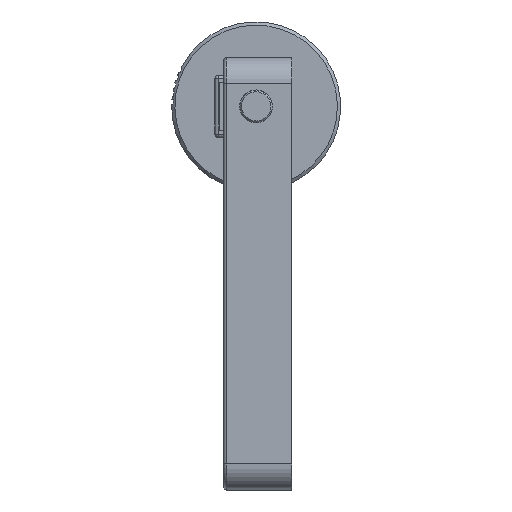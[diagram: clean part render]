
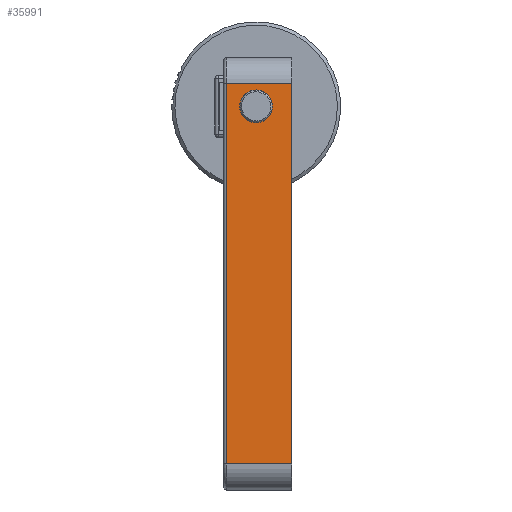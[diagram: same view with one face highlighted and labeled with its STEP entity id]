
A CAD part, left-side view. The second image highlights one B-rep face of the part: STEP entity #35991.
In plain terms, the highlighted planar face has unit normal (-1, 0, 0).
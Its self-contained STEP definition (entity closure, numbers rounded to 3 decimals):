
#434=LINE('',#55681,#4037);
#549=LINE('',#56227,#4152);
#550=LINE('',#56231,#4153);
#555=LINE('',#56253,#4158);
#4037=VECTOR('',#42048,1000.);
#4152=VECTOR('',#42577,1000.);
#4153=VECTOR('',#42582,1000.);
#4158=VECTOR('',#42609,1000.);
#7536=CIRCLE('',#38127,5.05);
#9256=PLANE('',#38134);
#11663=ORIENTED_EDGE('',*,*,#22187,.T.);
#11664=ORIENTED_EDGE('',*,*,#21956,.T.);
#11665=ORIENTED_EDGE('',*,*,#22189,.T.);
#11666=ORIENTED_EDGE('',*,*,#22199,.T.);
#11667=ORIENTED_EDGE('',*,*,#22193,.T.);
#21956=EDGE_CURVE('',#27342,#27341,#434,.F.);
#22187=EDGE_CURVE('',#27497,#27342,#549,.T.);
#22189=EDGE_CURVE('',#27341,#27498,#550,.F.);
#22193=EDGE_CURVE('',#27501,#27501,#7536,.T.);
#22199=EDGE_CURVE('',#27498,#27497,#555,.T.);
#27341=VERTEX_POINT('',#55680);
#27342=VERTEX_POINT('',#55682);
#27497=VERTEX_POINT('',#56228);
#27498=VERTEX_POINT('',#56232);
#27501=VERTEX_POINT('',#56240);
#31266=EDGE_LOOP('',(#11663,#11664,#11665,#11666));
#31267=EDGE_LOOP('',(#11667));
#33413=FACE_BOUND('',#31266,.T.);
#33414=FACE_BOUND('',#31267,.T.);
#35991=ADVANCED_FACE('',(#33413,#33414),#9256,.F.);
#38127=AXIS2_PLACEMENT_3D('',#56239,#42590,#42591);
#38134=AXIS2_PLACEMENT_3D('',#56252,#42607,#42608);
#42048=DIRECTION('',(0.,0.,1.));
#42577=DIRECTION('',(0.,1.,0.));
#42582=DIRECTION('',(0.,1.,0.));
#42590=DIRECTION('',(1.,0.,0.));
#42591=DIRECTION('',(0.,0.,-1.));
#42607=DIRECTION('',(1.,0.,0.));
#42608=DIRECTION('',(0.,0.,-1.));
#42609=DIRECTION('',(0.,0.,1.));
#55680=CARTESIAN_POINT('',(-58.,9.,-50.));
#55681=CARTESIAN_POINT('',(-58.,9.,-50.));
#55682=CARTESIAN_POINT('',(-58.,9.,67.));
#56227=CARTESIAN_POINT('',(-58.,14.,67.));
#56228=CARTESIAN_POINT('',(-58.,-11.,67.));
#56231=CARTESIAN_POINT('',(-58.,14.,-50.));
#56232=CARTESIAN_POINT('',(-58.,-11.,-50.));
#56239=CARTESIAN_POINT('',(-58.,0.,60.));
#56240=CARTESIAN_POINT('',(-58.,0.,54.95));
#56252=CARTESIAN_POINT('',(-58.,14.,-60.));
#56253=CARTESIAN_POINT('',(-58.,-11.,-60.));
